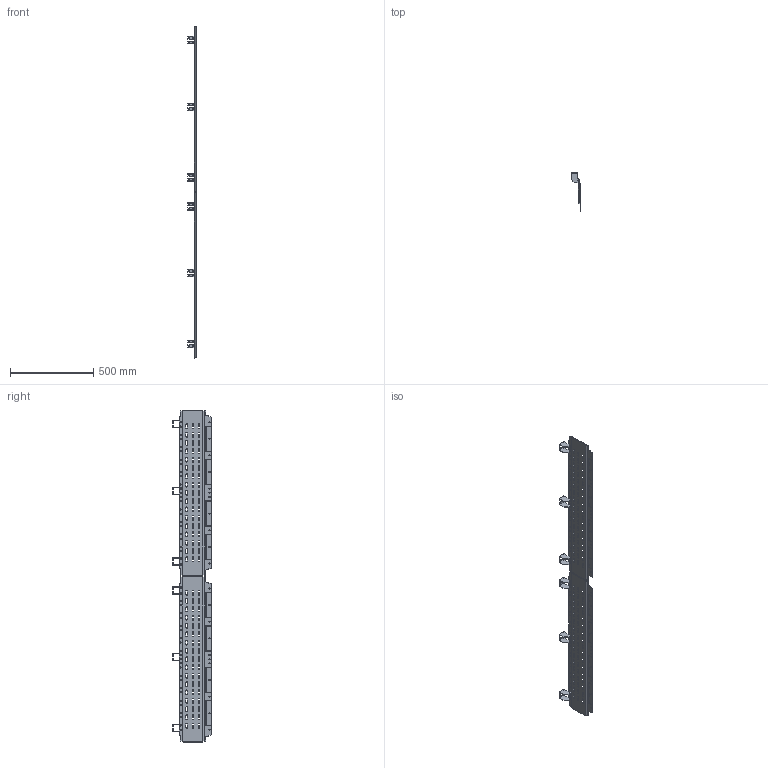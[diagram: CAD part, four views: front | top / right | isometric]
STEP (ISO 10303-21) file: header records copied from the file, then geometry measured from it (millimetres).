
FILE_DESCRIPTION (( 'STEP AP203' ), '1' );
FILE_NAME ('FO-00-SWB-020-200 FORMAT Ïåðåãîðîäêà ñåêö. âñòð. îòñåêà 200õ2000 IEK.STEP', '2024-07-25T13:09:24', ( '' ), ( '' ), 'SwSTEP 2.0', 'SolidWorks 2022', '' );
FILE_SCHEMA (( 'CONFIG_CONTROL_DESIGN' ));
Length unit declared in the file: millimetre
Products named in the file (1): FO-00-SWB-020-200 FORMAT Перегородка секц. встр. отсека 200х2000 IEK
Bounding box: 53.5 x 228.5 x 1996.2 mm (x, y, z)
Volume: 613684.1 mm3; surface area: 824697.5 mm2
Topology: 14 solids, 14 shells, 1454 faces, 4194 edges, 2780 vertices
Faces by surface type: plane 876, cylinder 530, cone 24, torus 24
Entity records: 48905 total; most frequent: CARTESIAN_POINT 8429, ORIENTED_EDGE 8388, DIRECTION 8236, EDGE_CURVE 4194, LINE 3062, VECTOR 3062, VERTEX_POINT 2780, AXIS2_PLACEMENT_3D 2587
